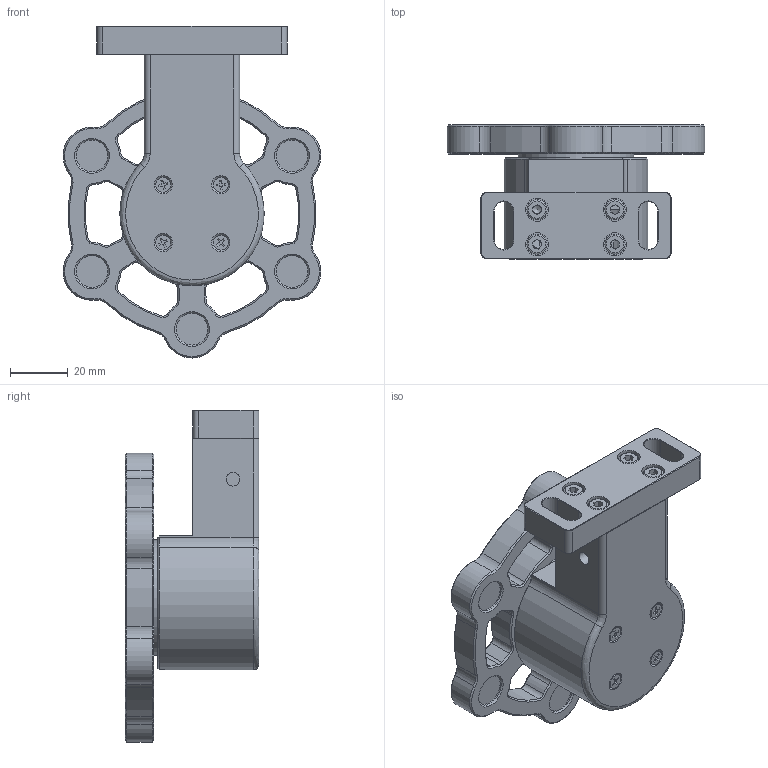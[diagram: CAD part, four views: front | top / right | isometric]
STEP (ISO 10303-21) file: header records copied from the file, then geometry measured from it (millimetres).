
FILE_DESCRIPTION (( 'STEP AP203' ), '1' );
FILE_NAME ('528350.STEP', '2024-04-10T01:42:21', ( 'Windows User' ), ( 'P R C' ), 'SwSTEP 2.0', 'SolidWorks 2020', '' );
FILE_SCHEMA (( 'CONFIG_CONTROL_DESIGN' ));
Length unit declared in the file: millimetre
Products named in the file (1): 528350
Bounding box: 89.28 x 46.4 x 115 mm (x, y, z)
Surface area: 37991.3 mm2 (no closed solid volume)
Topology: 0 solids, 40 shells, 708 faces, 1897 edges, 1225 vertices
Faces by surface type: plane 300, cone 237, cylinder 160, torus 8, bspline 3
Full cylindrical faces by diameter (mm): 3.5 x4, 4.7 x1, 5.2 x4, 6.5 x4, 7 x3, 8 x4, 11 x12, 14 x6, 40 x1
Entity records: 24926 total; most frequent: CARTESIAN_POINT 7632, DIRECTION 3680, ORIENTED_EDGE 3281, EDGE_CURVE 1784, AXIS2_PLACEMENT_3D 1333, VERTEX_POINT 1186, LINE 1014, VECTOR 1014
